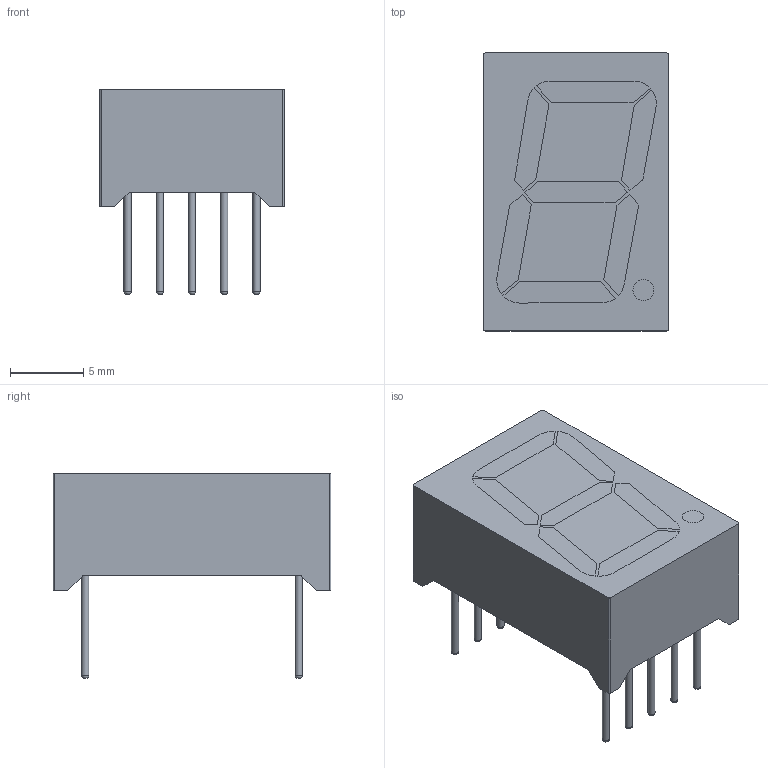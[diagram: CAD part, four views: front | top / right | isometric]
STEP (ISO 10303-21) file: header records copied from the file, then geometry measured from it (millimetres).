
FILE_DESCRIPTION(/* description */ (''),/* implementation_level */ '2;1');
FILE_NAME(/* name */ '5611AH v9.step',/* time_stamp */ '2023-02-10T09:46:47+01:00',/* author */ (''),/* organization */ (''),/* preprocessor_version */ 'ST-DEVELOPER v19.2',/* originating_system */ 'Autodesk Translation Framework v11.17.0.187',/* authorisation */ '');
FILE_SCHEMA (('AUTOMOTIVE_DESIGN { 1 0 10303 214 3 1 1 }'));
Length unit declared in the file: millimetre
Products named in the file (1): 5611AH
Bounding box: 12.6 x 19 x 14 mm (x, y, z)
Volume: 1591.9 mm3; surface area: 1253.9 mm2
Topology: 19 solids, 19 shells, 184 faces, 414 edges, 276 vertices
Faces by surface type: plane 142, cylinder 32, bspline 10
Full cylindrical faces by diameter (mm): 0.5 x10, 1.44 x2
Entity records: 5361 total; most frequent: CARTESIAN_POINT 1135, DIRECTION 858, ORIENTED_EDGE 828, EDGE_CURVE 414, LINE 320, VECTOR 320, VERTEX_POINT 276, AXIS2_PLACEMENT_3D 269
